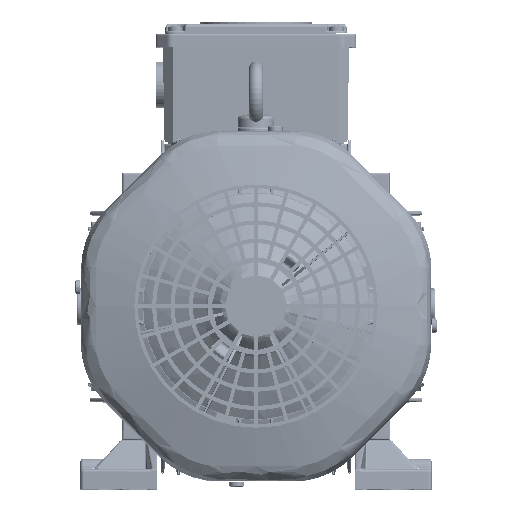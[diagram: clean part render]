
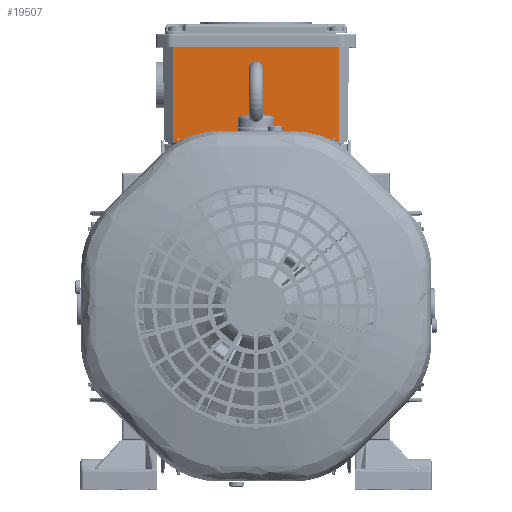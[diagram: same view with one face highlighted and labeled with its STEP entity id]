
A CAD part, top view. The second image highlights one B-rep face of the part: STEP entity #19507.
In plain terms, the highlighted planar face has unit normal (0, -0.018, 1).
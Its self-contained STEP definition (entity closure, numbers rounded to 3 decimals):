
#19507=ADVANCED_FACE('',(#26364),#21750,.T.);
#21750=PLANE('',#109755);
#26364=FACE_OUTER_BOUND('',#32348,.T.);
#32348=EDGE_LOOP('',(#66618,#66619,#66620,#66621));
#38147=LINE('',#194870,#43452);
#38148=LINE('',#194872,#43453);
#38149=LINE('',#194874,#43454);
#38150=LINE('',#194876,#43455);
#43452=VECTOR('',#129133,1.);
#43453=VECTOR('',#129136,1.);
#43454=VECTOR('',#129137,1.);
#43455=VECTOR('',#129138,1.);
#66618=ORIENTED_EDGE('',*,*,#96883,.T.);
#66619=ORIENTED_EDGE('',*,*,#96882,.F.);
#66620=ORIENTED_EDGE('',*,*,#96884,.F.);
#66621=ORIENTED_EDGE('',*,*,#96885,.T.);
#81007=VERTEX_POINT('',#194864);
#81010=VERTEX_POINT('',#194869);
#81011=VERTEX_POINT('',#194873);
#81012=VERTEX_POINT('',#194875);
#96882=EDGE_CURVE('',#81010,#81007,#38147,.T.);
#96883=EDGE_CURVE('',#81011,#81007,#38148,.T.);
#96884=EDGE_CURVE('',#81012,#81010,#38149,.T.);
#96885=EDGE_CURVE('',#81012,#81011,#38150,.T.);
#109755=AXIS2_PLACEMENT_3D('',#194877,#129139,#129140);
#129133=DIRECTION('',(-0.007,1.,0.017));
#129136=DIRECTION('',(-1.,0.,0.));
#129137=DIRECTION('',(-1.,0.,0.));
#129138=DIRECTION('',(0.007,1.,0.017));
#129139=DIRECTION('',(0.,-0.017,1.));
#129140=DIRECTION('',(0.,1.,0.017));
#194864=CARTESIAN_POINT('',(-45.548,142.,172.908));
#194869=CARTESIAN_POINT('',(-45.172,90.,172.));
#194870=CARTESIAN_POINT('',(-45.172,90.,172.));
#194872=CARTESIAN_POINT('',(52.,142.,172.908));
#194873=CARTESIAN_POINT('',(45.548,142.,172.908));
#194874=CARTESIAN_POINT('',(45.172,90.,172.));
#194875=CARTESIAN_POINT('',(45.172,90.,172.));
#194876=CARTESIAN_POINT('',(45.172,90.,172.));
#194877=CARTESIAN_POINT('',(45.172,90.,172.));
